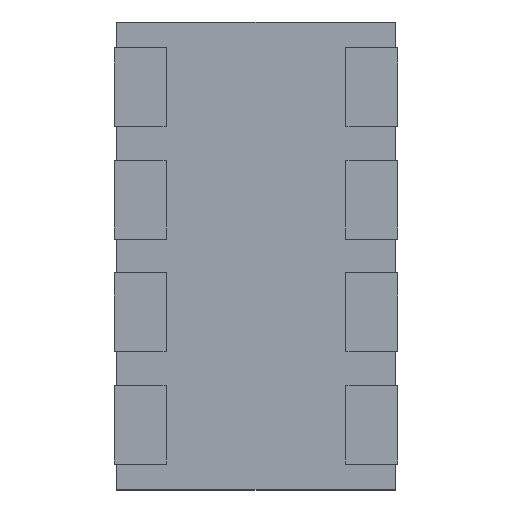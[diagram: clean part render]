
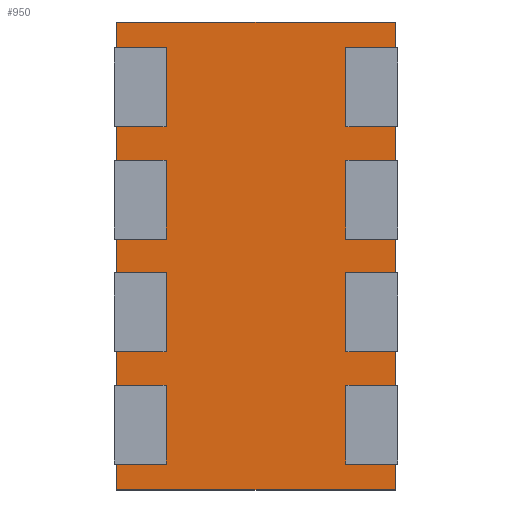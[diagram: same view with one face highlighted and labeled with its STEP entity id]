
A CAD part, top view. The second image highlights one B-rep face of the part: STEP entity #950.
In plain terms, the highlighted planar face has unit normal (0, 0, 1).
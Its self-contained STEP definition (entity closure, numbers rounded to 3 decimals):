
#950 = ADVANCED_FACE('',(#951),#985,.F.);
#951 = FACE_BOUND('',#952,.T.);
#952 = EDGE_LOOP('',(#953,#963,#971,#979));
#953 = ORIENTED_EDGE('',*,*,#954,.F.);
#954 = EDGE_CURVE('',#955,#957,#959,.T.);
#955 = VERTEX_POINT('',#956);
#956 = CARTESIAN_POINT('',(1.575,-2.642,0.686));
#957 = VERTEX_POINT('',#958);
#958 = CARTESIAN_POINT('',(-1.575,-2.642,0.686));
#959 = LINE('',#960,#961);
#960 = CARTESIAN_POINT('',(1.575,-2.642,0.686));
#961 = VECTOR('',#962,1.);
#962 = DIRECTION('',(-1.,0.,0.));
#963 = ORIENTED_EDGE('',*,*,#964,.F.);
#964 = EDGE_CURVE('',#965,#955,#967,.T.);
#965 = VERTEX_POINT('',#966);
#966 = CARTESIAN_POINT('',(1.575,2.642,0.686));
#967 = LINE('',#968,#969);
#968 = CARTESIAN_POINT('',(1.575,2.642,0.686));
#969 = VECTOR('',#970,1.);
#970 = DIRECTION('',(0.,-1.,0.));
#971 = ORIENTED_EDGE('',*,*,#972,.F.);
#972 = EDGE_CURVE('',#973,#965,#975,.T.);
#973 = VERTEX_POINT('',#974);
#974 = CARTESIAN_POINT('',(-1.575,2.642,0.686));
#975 = LINE('',#976,#977);
#976 = CARTESIAN_POINT('',(-1.575,2.642,0.686));
#977 = VECTOR('',#978,1.);
#978 = DIRECTION('',(1.,0.,0.));
#979 = ORIENTED_EDGE('',*,*,#980,.F.);
#980 = EDGE_CURVE('',#957,#973,#981,.T.);
#981 = LINE('',#982,#983);
#982 = CARTESIAN_POINT('',(-1.575,-2.642,0.686));
#983 = VECTOR('',#984,1.);
#984 = DIRECTION('',(0.,1.,0.));
#985 = PLANE('',#986);
#986 = AXIS2_PLACEMENT_3D('',#987,#988,#989);
#987 = CARTESIAN_POINT('',(-1.575,-2.642,0.686));
#988 = DIRECTION('',(0.,0.,-1.));
#989 = DIRECTION('',(0.,1.,0.));
